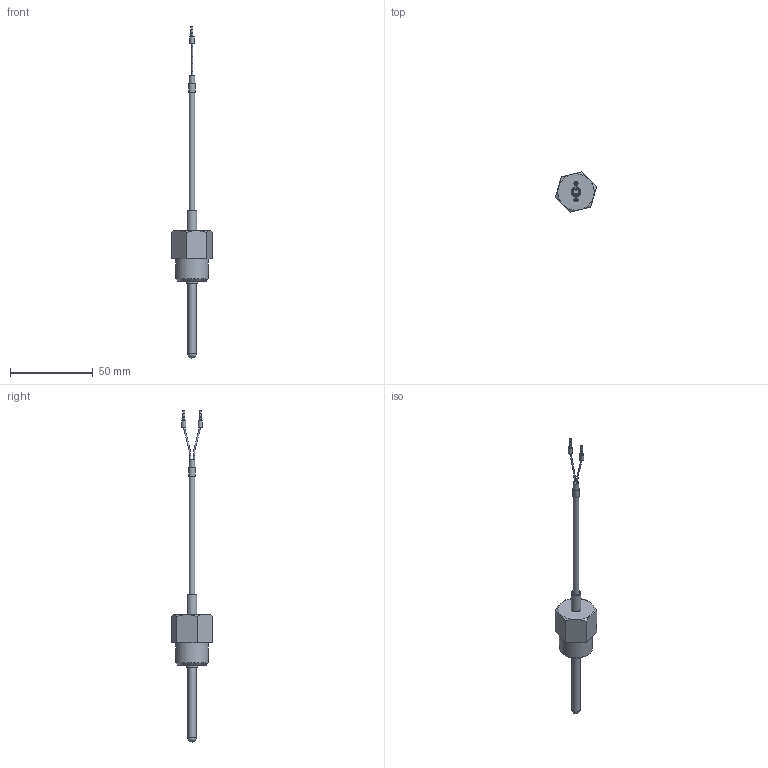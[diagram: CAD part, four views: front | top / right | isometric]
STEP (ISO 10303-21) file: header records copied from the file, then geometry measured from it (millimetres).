
FILE_DESCRIPTION(('STEP AP203'), '1');
FILE_NAME('ﾄﾒﾑ3224', '', ('UNSPECIFIED'), ('UNSPECIFIED'), 'ASCON STEP Converter 1.6', 'ASCON Math Kernel', '');
FILE_SCHEMA(('CONFIG_CONTROL_DESIGN'));
Length unit declared in the file: millimetre
Products named in the file (8): 3194-01; -01
Assembly tree (8 placements, depth 3):
  3194-01
    -01
      (unnamed)
    (unnamed)  x2
    -01
    (unnamed)
      (unnamed)
      (unnamed)
Bounding box: 24.66 x 24.41 x 200.78 mm (x, y, z)
Volume: 12508.1 mm3; surface area: 7481.8 mm2
Topology: 6 solids, 6 shells, 82 faces, 144 edges, 84 vertices
Faces by surface type: cylinder 30, plane 28, torus 11, cone 11, sphere 2
Full cylindrical faces by diameter (mm): 0.6 x2, 0.7 x6, 1.2 x6, 1.85 x2, 2.344 x1, 2.5 x2, 3.3 x1, 3.5 x1, 3.9 x1, 4.2 x1, 4.5 x2, 5 x1, 5.2 x1, 6 x1, 7 x1, 20 x1
Entity records: 2166 total; most frequent: CARTESIAN_POINT 523, DIRECTION 284, ORIENTED_EDGE 162, AXIS2_PLACEMENT_3D 136, EDGE_LOOP 116, EDGE_CURVE 81, FACE_OUTER_BOUND 72, VERTEX_POINT 69
